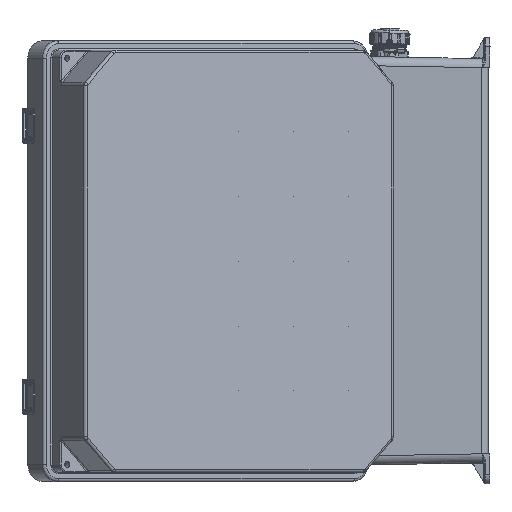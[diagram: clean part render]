
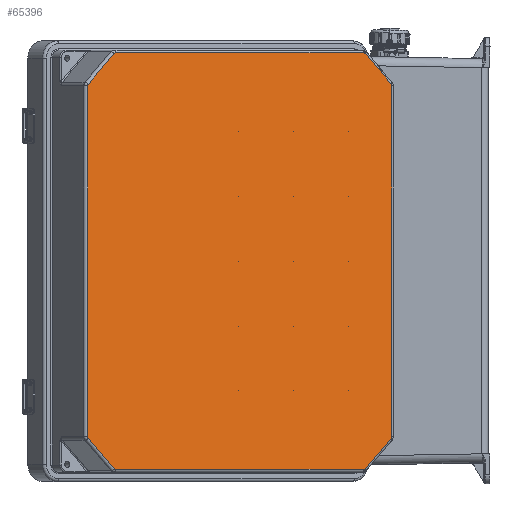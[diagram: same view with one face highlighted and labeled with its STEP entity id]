
A CAD part, left-side view. The second image highlights one B-rep face of the part: STEP entity #65396.
In plain terms, the highlighted face is planar.
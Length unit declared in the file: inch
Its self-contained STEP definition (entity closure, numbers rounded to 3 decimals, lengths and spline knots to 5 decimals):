
#2939 = CARTESIAN_POINT ( 'NONE',  ( -5.09763, 3.24803, -0.42126 ) ) ;
#5690 = CIRCLE ( 'NONE', #114712, 0.07874 ) ;
#6221 = ORIENTED_EDGE ( 'NONE', *, *, #33841, .T. ) ;
#6475 = ORIENTED_EDGE ( 'NONE', *, *, #35757, .F. ) ;
#6791 = DIRECTION ( 'NONE',  ( 0., 0., 1. ) ) ;
#7419 = CARTESIAN_POINT ( 'NONE',  ( -6.21316, 3.24803, -13.81078 ) ) ;
#10940 = ORIENTED_EDGE ( 'NONE', *, *, #28522, .T. ) ;
#11452 = ORIENTED_EDGE ( 'NONE', *, *, #102505, .F. ) ;
#11876 = DIRECTION ( 'NONE',  ( 0., 1., 0. ) ) ;
#14037 = EDGE_CURVE ( 'NONE', #51696, #37616, #5690, .T. ) ;
#15843 = VERTEX_POINT ( 'NONE', #130102 ) ;
#16152 = LINE ( 'NONE', #124206, #17781 ) ;
#17214 = CARTESIAN_POINT ( 'NONE',  ( -5.09763, 3.24803, -0.5 ) ) ;
#17331 = EDGE_CURVE ( 'NONE', #60098, #15843, #85904, .T. ) ;
#17781 = VECTOR ( 'NONE', #46818, 39.37008 ) ;
#19084 = VECTOR ( 'NONE', #94964, 39.37008 ) ;
#19434 = DIRECTION ( 'NONE',  ( 0., 0., -1. ) ) ;
#19485 = EDGE_CURVE ( 'NONE', #97269, #20194, #122701, .T. ) ;
#19692 = VERTEX_POINT ( 'NONE', #130436 ) ;
#20194 = VERTEX_POINT ( 'NONE', #29894 ) ;
#20219 = CARTESIAN_POINT ( 'NONE',  ( 5.09763, 3.24803, -14.8937 ) ) ;
#20456 = DIRECTION ( 'NONE',  ( 0., 0., -1. ) ) ;
#21635 = CIRCLE ( 'NONE', #48904, 0.07874 ) ;
#22889 = VECTOR ( 'NONE', #105575, 39.37008 ) ;
#23309 = DIRECTION ( 'NONE',  ( 0., 1., 0. ) ) ;
#25843 = ORIENTED_EDGE ( 'NONE', *, *, #73602, .T. ) ;
#27870 = CARTESIAN_POINT ( 'NONE',  ( -5.1533, 3.24803, -0.44432 ) ) ;
#27952 = PLANE ( 'NONE',  #67484 ) ;
#28522 = EDGE_CURVE ( 'NONE', #139743, #97269, #60120, .T. ) ;
#29894 = CARTESIAN_POINT ( 'NONE',  ( 6.23622, 3.24803, -1.55985 ) ) ;
#30852 = DIRECTION ( 'NONE',  ( -0.707, 0., 0.707 ) ) ;
#33841 = EDGE_CURVE ( 'NONE', #75248, #139995, #118954, .T. ) ;
#34439 = CIRCLE ( 'NONE', #136612, 0.07874 ) ;
#35757 = EDGE_CURVE ( 'NONE', #60098, #136179, #126147, .T. ) ;
#36430 = CARTESIAN_POINT ( 'NONE',  ( 5.1533, 3.24803, -0.44432 ) ) ;
#36776 = CARTESIAN_POINT ( 'NONE',  ( -6.15748, 3.24803, -1.55985 ) ) ;
#37300 = CARTESIAN_POINT ( 'NONE',  ( 5.09763, 3.24803, -14.8937 ) ) ;
#37616 = VERTEX_POINT ( 'NONE', #125157 ) ;
#40098 = LINE ( 'NONE', #61419, #126357 ) ;
#40736 = FACE_OUTER_BOUND ( 'NONE', #58852, .T. ) ;
#41377 = VECTOR ( 'NONE', #60709, 39.37008 ) ;
#43066 = LINE ( 'NONE', #84997, #19084 ) ;
#43139 = ORIENTED_EDGE ( 'NONE', *, *, #96654, .T. ) ;
#44926 = EDGE_CURVE ( 'NONE', #20194, #37616, #43066, .T. ) ;
#46243 = ORIENTED_EDGE ( 'NONE', *, *, #139389, .T. ) ;
#46818 = DIRECTION ( 'NONE',  ( -0.707, 0., -0.707 ) ) ;
#47553 = ORIENTED_EDGE ( 'NONE', *, *, #65215, .F. ) ;
#48904 = AXIS2_PLACEMENT_3D ( 'NONE', #103273, #127381, #94664 ) ;
#49748 = ORIENTED_EDGE ( 'NONE', *, *, #124475, .F. ) ;
#49910 = EDGE_CURVE ( 'NONE', #136179, #121334, #16152, .T. ) ;
#51696 = VERTEX_POINT ( 'NONE', #125916 ) ;
#52087 = CARTESIAN_POINT ( 'NONE',  ( -6.23622, 3.24803, -1.55985 ) ) ;
#57567 = VERTEX_POINT ( 'NONE', #37300 ) ;
#58852 = EDGE_LOOP ( 'NONE', ( #136646, #109790, #138196, #11452, #77624, #47553, #46243, #25843, #6221, #49748, #116410, #67406, #6475, #97202, #43139, #10940 ) ) ;
#59721 = CARTESIAN_POINT ( 'NONE',  ( -6.21316, 3.24803, -1.50418 ) ) ;
#60098 = VERTEX_POINT ( 'NONE', #2939 ) ;
#60120 = LINE ( 'NONE', #93467, #22889 ) ;
#60709 = DIRECTION ( 'NONE',  ( 0.707, 0., 0.707 ) ) ;
#61419 = CARTESIAN_POINT ( 'NONE',  ( -6.23622, 3.24803, -7.65748 ) ) ;
#63926 = CARTESIAN_POINT ( 'NONE',  ( -5.09763, 3.24803, -14.8937 ) ) ;
#65215 = EDGE_CURVE ( 'NONE', #107713, #57567, #95590, .T. ) ;
#65396 = ADVANCED_FACE ( 'NONE', ( #40736 ), #27952, .T. ) ;
#66539 = CARTESIAN_POINT ( 'NONE',  ( 5.1533, 3.24803, -14.87064 ) ) ;
#67406 = ORIENTED_EDGE ( 'NONE', *, *, #49910, .F. ) ;
#67463 = EDGE_CURVE ( 'NONE', #121334, #92519, #71103, .T. ) ;
#67484 = AXIS2_PLACEMENT_3D ( 'NONE', #82667, #71302, #84073 ) ;
#68630 = CARTESIAN_POINT ( 'NONE',  ( 6.15748, 3.24803, -13.75511 ) ) ;
#71103 = CIRCLE ( 'NONE', #132422, 0.07874 ) ;
#71302 = DIRECTION ( 'NONE',  ( 0., 1., 0. ) ) ;
#71355 = CARTESIAN_POINT ( 'NONE',  ( 6.21316, 3.24803, -13.81078 ) ) ;
#71512 = DIRECTION ( 'NONE',  ( 0., 1., 0. ) ) ;
#73602 = EDGE_CURVE ( 'NONE', #19692, #75248, #138926, .T. ) ;
#75176 = CARTESIAN_POINT ( 'NONE',  ( -6.15748, 3.24803, -13.75511 ) ) ;
#75248 = VERTEX_POINT ( 'NONE', #87372 ) ;
#75862 = DIRECTION ( 'NONE',  ( 0., 0., 1. ) ) ;
#77624 = ORIENTED_EDGE ( 'NONE', *, *, #108596, .F. ) ;
#78742 = VECTOR ( 'NONE', #116939, 39.37008 ) ;
#82070 = DIRECTION ( 'NONE',  ( 0., -1., 0. ) ) ;
#82667 = CARTESIAN_POINT ( 'NONE',  ( 0., 3.24803, -0.32283 ) ) ;
#83289 = DIRECTION ( 'NONE',  ( 0., 0., 1. ) ) ;
#84073 = DIRECTION ( 'NONE',  ( 0., 0., 1. ) ) ;
#84820 = LINE ( 'NONE', #71355, #41377 ) ;
#84997 = CARTESIAN_POINT ( 'NONE',  ( 6.23622, 3.24803, -7.65748 ) ) ;
#85904 = LINE ( 'NONE', #129244, #111782 ) ;
#86917 = CARTESIAN_POINT ( 'NONE',  ( -5.09763, 3.24803, -14.81496 ) ) ;
#87372 = CARTESIAN_POINT ( 'NONE',  ( -6.21316, 3.24803, -13.81078 ) ) ;
#87984 = DIRECTION ( 'NONE',  ( 0., 0., 1. ) ) ;
#89971 = DIRECTION ( 'NONE',  ( 0., 0., -1. ) ) ;
#92519 = VERTEX_POINT ( 'NONE', #52087 ) ;
#92828 = DIRECTION ( 'NONE',  ( 0., 1., 0. ) ) ;
#93467 = CARTESIAN_POINT ( 'NONE',  ( 6.21316, 3.24803, -1.50418 ) ) ;
#93526 = CARTESIAN_POINT ( 'NONE',  ( 6.15748, 3.24803, -1.55985 ) ) ;
#94664 = DIRECTION ( 'NONE',  ( 0., 0., -1. ) ) ;
#94964 = DIRECTION ( 'NONE',  ( 0., 0., -1. ) ) ;
#95480 = AXIS2_PLACEMENT_3D ( 'NONE', #93526, #92828, #6791 ) ;
#95590 = LINE ( 'NONE', #20219, #78742 ) ;
#96654 = EDGE_CURVE ( 'NONE', #15843, #139743, #34439, .T. ) ;
#97202 = ORIENTED_EDGE ( 'NONE', *, *, #17331, .T. ) ;
#97269 = VERTEX_POINT ( 'NONE', #129566 ) ;
#102505 = EDGE_CURVE ( 'NONE', #106911, #51696, #84820, .T. ) ;
#103273 = CARTESIAN_POINT ( 'NONE',  ( 5.09763, 3.24803, -14.81496 ) ) ;
#105575 = DIRECTION ( 'NONE',  ( 0.707, 0., -0.707 ) ) ;
#106911 = VERTEX_POINT ( 'NONE', #66539 ) ;
#107713 = VERTEX_POINT ( 'NONE', #63926 ) ;
#107983 = AXIS2_PLACEMENT_3D ( 'NONE', #17214, #113237, #83289 ) ;
#108226 = VECTOR ( 'NONE', #30852, 39.37008 ) ;
#108596 = EDGE_CURVE ( 'NONE', #57567, #106911, #21635, .T. ) ;
#109790 = ORIENTED_EDGE ( 'NONE', *, *, #44926, .T. ) ;
#110011 = CARTESIAN_POINT ( 'NONE',  ( 5.09763, 3.24803, -0.5 ) ) ;
#111782 = VECTOR ( 'NONE', #112172, 39.37008 ) ;
#112172 = DIRECTION ( 'NONE',  ( 1., 0., 0. ) ) ;
#113237 = DIRECTION ( 'NONE',  ( 0., -1., 0. ) ) ;
#114712 = AXIS2_PLACEMENT_3D ( 'NONE', #68630, #82070, #89971 ) ;
#116005 = AXIS2_PLACEMENT_3D ( 'NONE', #86917, #71512, #129552 ) ;
#116410 = ORIENTED_EDGE ( 'NONE', *, *, #67463, .F. ) ;
#116939 = DIRECTION ( 'NONE',  ( 1., 0., 0. ) ) ;
#118954 = CIRCLE ( 'NONE', #128187, 0.07874 ) ;
#120678 = DIRECTION ( 'NONE',  ( 0., -1., 0. ) ) ;
#121334 = VERTEX_POINT ( 'NONE', #59721 ) ;
#122701 = CIRCLE ( 'NONE', #95480, 0.07874 ) ;
#124206 = CARTESIAN_POINT ( 'NONE',  ( -6.21316, 3.24803, -1.50418 ) ) ;
#124475 = EDGE_CURVE ( 'NONE', #92519, #139995, #40098, .T. ) ;
#125139 = CIRCLE ( 'NONE', #116005, 0.07874 ) ;
#125157 = CARTESIAN_POINT ( 'NONE',  ( 6.23622, 3.24803, -13.75511 ) ) ;
#125916 = CARTESIAN_POINT ( 'NONE',  ( 6.21316, 3.24803, -13.81078 ) ) ;
#126147 = CIRCLE ( 'NONE', #107983, 0.07874 ) ;
#126357 = VECTOR ( 'NONE', #19434, 39.37008 ) ;
#127320 = CARTESIAN_POINT ( 'NONE',  ( -6.23622, 3.24803, -13.75511 ) ) ;
#127381 = DIRECTION ( 'NONE',  ( 0., -1., 0. ) ) ;
#128187 = AXIS2_PLACEMENT_3D ( 'NONE', #75176, #23309, #20456 ) ;
#129244 = CARTESIAN_POINT ( 'NONE',  ( 5.09763, 3.24803, -0.42126 ) ) ;
#129552 = DIRECTION ( 'NONE',  ( 0., 0., -1. ) ) ;
#129566 = CARTESIAN_POINT ( 'NONE',  ( 6.21316, 3.24803, -1.50418 ) ) ;
#130102 = CARTESIAN_POINT ( 'NONE',  ( 5.09763, 3.24803, -0.42126 ) ) ;
#130436 = CARTESIAN_POINT ( 'NONE',  ( -5.1533, 3.24803, -14.87064 ) ) ;
#132422 = AXIS2_PLACEMENT_3D ( 'NONE', #36776, #120678, #87984 ) ;
#136179 = VERTEX_POINT ( 'NONE', #27870 ) ;
#136612 = AXIS2_PLACEMENT_3D ( 'NONE', #110011, #11876, #75862 ) ;
#136646 = ORIENTED_EDGE ( 'NONE', *, *, #19485, .T. ) ;
#138196 = ORIENTED_EDGE ( 'NONE', *, *, #14037, .F. ) ;
#138926 = LINE ( 'NONE', #7419, #108226 ) ;
#139389 = EDGE_CURVE ( 'NONE', #107713, #19692, #125139, .T. ) ;
#139743 = VERTEX_POINT ( 'NONE', #36430 ) ;
#139995 = VERTEX_POINT ( 'NONE', #127320 ) ;
